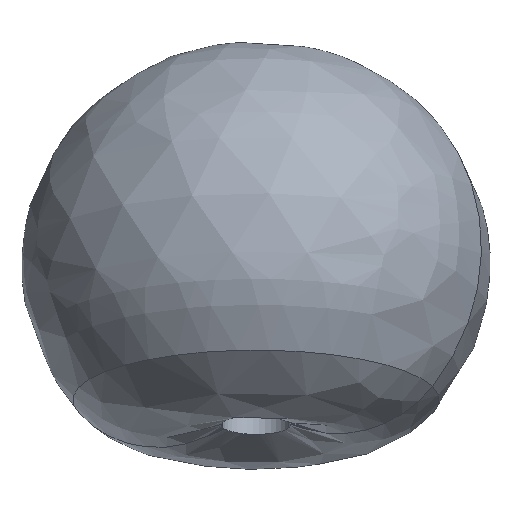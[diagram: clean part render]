
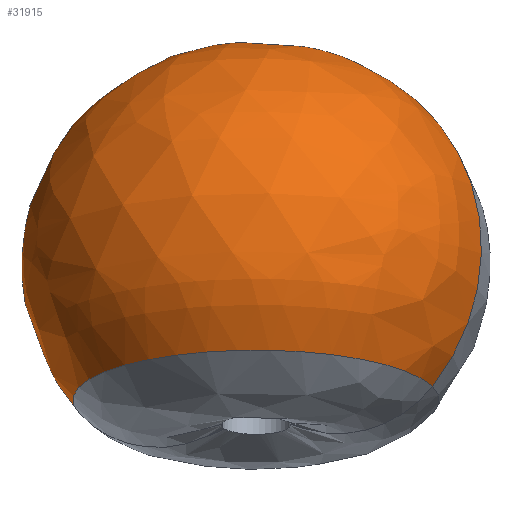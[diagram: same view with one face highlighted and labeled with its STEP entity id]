
A CAD part, left-side view. The second image highlights one B-rep face of the part: STEP entity #31915.
In plain terms, the highlighted free-form (B-spline) face has degree [3, 3] with [4, 4] control points.
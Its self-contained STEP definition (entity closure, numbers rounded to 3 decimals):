
#8433 = CARTESIAN_POINT ( 'NONE',  ( 0., -1379.127, -2534.537 ) ) ;
#9852 = CARTESIAN_POINT ( 'NONE',  ( 0., 3576.394, 0. ) ) ;
#10186 =( BOUNDED_SURFACE ( )  B_SPLINE_SURFACE ( 3, 3, ( 
 ( #27637, #96205, #46693, #124926 ),
 ( #45428, #75293, #35905, #125778 ),
 ( #19395, #78732, #68321, #39300 ),
 ( #127501, #89192, #9852, #29380 ) ),
 .UNSPECIFIED., .F., .F., .F. ) 
 B_SPLINE_SURFACE_WITH_KNOTS ( ( 4, 4 ),
 ( 4, 4 ),
 ( 0., 1. ),
 ( 0., 1. ),
 .UNSPECIFIED. ) 
 GEOMETRIC_REPRESENTATION_ITEM ( )  RATIONAL_B_SPLINE_SURFACE ( (
 ( 1., 0.333, 0.333, 1.),
 ( 0.593, 0.198, 0.198, 0.593),
 ( 0.593, 0.198, 0.198, 0.593),
 ( 1., 0.333, 0.333, 1.) ) ) 
 REPRESENTATION_ITEM ( '' )  SURFACE ( )  );
#19395 = CARTESIAN_POINT ( 'NONE',  ( 0., 3804.256, 3121.086 ) ) ;
#24642 = FACE_OUTER_BOUND ( 'NONE', #116814, .T. ) ;
#27637 = CARTESIAN_POINT ( 'NONE',  ( 0., -1379.127, 2534.537 ) ) ;
#29380 = CARTESIAN_POINT ( 'NONE',  ( 0., 3576.394, 0. ) ) ;
#31915 = ADVANCED_FACE ( 'NONE', ( #24642 ), #10186, .T. ) ;
#32611 = DIRECTION ( 'NONE',  ( -1., 0., 0. ) ) ;
#33888 = CARTESIAN_POINT ( 'NONE',  ( 0., 563., 220. ) ) ;
#35905 = CARTESIAN_POINT ( 'NONE',  ( -9092.144, 1018.127, -4546.072 ) ) ;
#38553 = DIRECTION ( 'NONE',  ( 0., 1., 0. ) ) ;
#39300 = CARTESIAN_POINT ( 'NONE',  ( 0., 3804.256, -3121.086 ) ) ;
#40088 = CIRCLE ( 'NONE', #46973, 3021.414 ) ;
#41975 = EDGE_CURVE ( 'NONE', #77746, #98610, #72225, .T. ) ;
#45428 = CARTESIAN_POINT ( 'NONE',  ( 0., 1018.127, 4546.072 ) ) ;
#46693 = CARTESIAN_POINT ( 'NONE',  ( -5069.074, -1379.127, -2534.537 ) ) ;
#46973 = AXIS2_PLACEMENT_3D ( 'NONE', #33888, #32611, #81982 ) ;
#48456 = CARTESIAN_POINT ( 'NONE',  ( 0., -1379.127, 0. ) ) ;
#49073 = AXIS2_PLACEMENT_3D ( 'NONE', #48456, #38553, #108037 ) ;
#54417 = VERTEX_POINT ( 'NONE', #104669 ) ;
#58549 = DIRECTION ( 'NONE',  ( 0., 0., -1. ) ) ;
#59046 = ORIENTED_EDGE ( 'NONE', *, *, #41975, .T. ) ;
#64566 = ORIENTED_EDGE ( 'NONE', *, *, #75995, .T. ) ;
#68321 = CARTESIAN_POINT ( 'NONE',  ( -6242.172, 3804.256, -3121.086 ) ) ;
#70955 = ORIENTED_EDGE ( 'NONE', *, *, #120667, .F. ) ;
#72225 = CIRCLE ( 'NONE', #49073, 2534.537 ) ;
#75293 = CARTESIAN_POINT ( 'NONE',  ( -9092.144, 1018.127, 4546.072 ) ) ;
#75995 = EDGE_CURVE ( 'NONE', #98610, #54417, #40088, .T. ) ;
#77746 = VERTEX_POINT ( 'NONE', #8433 ) ;
#78732 = CARTESIAN_POINT ( 'NONE',  ( -6242.172, 3804.256, 3121.086 ) ) ;
#81982 = DIRECTION ( 'NONE',  ( 0., 0., 1. ) ) ;
#84860 = CARTESIAN_POINT ( 'NONE',  ( 0., -1379.127, 2534.537 ) ) ;
#87661 = CARTESIAN_POINT ( 'NONE',  ( 0., 563., -220. ) ) ;
#89192 = CARTESIAN_POINT ( 'NONE',  ( 0., 3576.394, 0. ) ) ;
#96205 = CARTESIAN_POINT ( 'NONE',  ( -5069.074, -1379.127, 2534.537 ) ) ;
#98610 = VERTEX_POINT ( 'NONE', #84860 ) ;
#104669 = CARTESIAN_POINT ( 'NONE',  ( 0., 3576.394, 0. ) ) ;
#108037 = DIRECTION ( 'NONE',  ( 0., 0., -1. ) ) ;
#110725 = CIRCLE ( 'NONE', #117587, 3021.414 ) ;
#116814 = EDGE_LOOP ( 'NONE', ( #59046, #64566, #70955 ) ) ;
#117587 = AXIS2_PLACEMENT_3D ( 'NONE', #87661, #118152, #58549 ) ;
#118152 = DIRECTION ( 'NONE',  ( 1., 0., 0. ) ) ;
#120667 = EDGE_CURVE ( 'NONE', #77746, #54417, #110725, .T. ) ;
#124926 = CARTESIAN_POINT ( 'NONE',  ( 0., -1379.127, -2534.537 ) ) ;
#125778 = CARTESIAN_POINT ( 'NONE',  ( 0., 1018.127, -4546.072 ) ) ;
#127501 = CARTESIAN_POINT ( 'NONE',  ( 0., 3576.394, 0. ) ) ;
